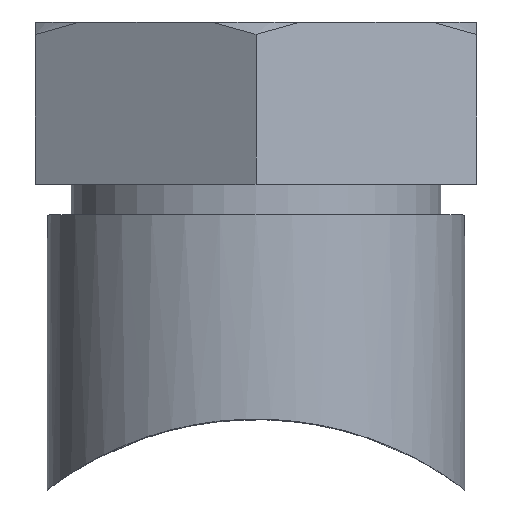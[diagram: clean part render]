
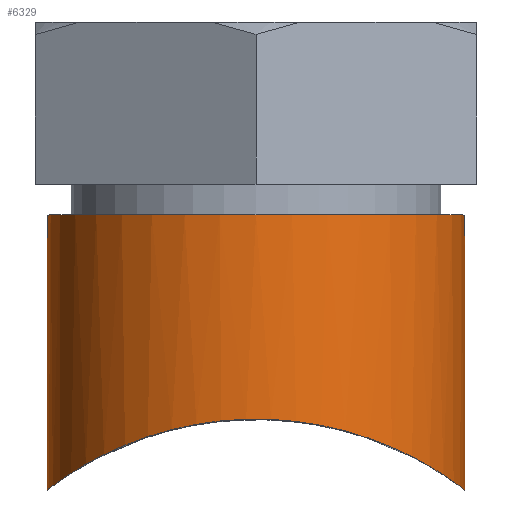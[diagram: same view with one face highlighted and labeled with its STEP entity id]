
A CAD part, top view. The second image highlights one B-rep face of the part: STEP entity #6329.
In plain terms, the highlighted cylindrical face has radius 26.988 mm (diameter 53.975 mm), a partial arc.
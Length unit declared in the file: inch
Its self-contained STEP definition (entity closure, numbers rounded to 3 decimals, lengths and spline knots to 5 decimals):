
#4465=CARTESIAN_POINT('',(-1.0625,0.41154,0.));
#4466=CARTESIAN_POINT('',(-1.0625,0.41154,0.04325));
#4467=CARTESIAN_POINT('',(-1.05722,0.41559,
0.13033));
#4468=CARTESIAN_POINT('',(-1.03266,0.43403,
0.26228));
#4469=CARTESIAN_POINT('',(-0.98918,0.4651,
0.39684));
#4470=CARTESIAN_POINT('',(-0.92402,0.50807,
0.53196));
#4471=CARTESIAN_POINT('',(-0.83613,0.55969,
0.66196));
#4472=CARTESIAN_POINT('',(-0.7283,0.61395,
0.77899));
#4473=CARTESIAN_POINT('',(-0.60642,0.66443,
0.87695));
#4474=CARTESIAN_POINT('',(-0.4763,0.70682,
0.9536));
#4475=CARTESIAN_POINT('',(-0.34194,0.73912,
1.00935));
#4476=CARTESIAN_POINT('',(-0.20564,0.76069,
1.0455));
#4477=CARTESIAN_POINT('',(-0.06862,0.77145,
1.06324));
#4478=CARTESIAN_POINT('',(0.06862,0.77145,
1.06324));
#4479=CARTESIAN_POINT('',(0.20564,0.76069,
1.0455));
#4480=CARTESIAN_POINT('',(0.34194,0.73912,
1.00935));
#4481=CARTESIAN_POINT('',(0.4763,0.70682,
0.9536));
#4482=CARTESIAN_POINT('',(0.60642,0.66443,
0.87695));
#4483=CARTESIAN_POINT('',(0.72831,0.61395,
0.77899));
#4484=CARTESIAN_POINT('',(0.83613,0.55969,
0.66196));
#4485=CARTESIAN_POINT('',(0.92402,0.50807,
0.53196));
#4486=CARTESIAN_POINT('',(0.98919,0.46509,
0.39684));
#4487=CARTESIAN_POINT('',(1.03266,0.43403,
0.26228));
#4488=CARTESIAN_POINT('',(1.05722,0.41559,
0.13032));
#4489=CARTESIAN_POINT('',(1.0625,0.41154,0.04325));
#4490=CARTESIAN_POINT('',(1.0625,0.41154,0.));
#4565=CARTESIAN_POINT('',(0.,1.812,0.));
#4566=DIRECTION('',(0.,1.,0.));
#4567=DIRECTION('',(-1.,0.,0.));
#4568=AXIS2_PLACEMENT_3D('',#4565,#4566,#4567);
#4570=DIRECTION('',(0.,1.,0.));
#4571=VECTOR('',#4570,1.40046);
#4572=CARTESIAN_POINT('',(-1.0625,0.41154,0.));
#4573=LINE('',#4572,#4571);
#6155=DIRECTION('',(0.,1.,0.));
#6156=VECTOR('',#6155,1.40046);
#6157=CARTESIAN_POINT('',(1.0625,0.41154,0.));
#6158=LINE('',#6157,#6156);
#6189=VERTEX_POINT('',#4465);
#6190=VERTEX_POINT('',#4490);
#6199=CARTESIAN_POINT('',(1.0625,1.812,0.));
#6200=CARTESIAN_POINT('',(-1.0625,1.812,0.));
#6201=VERTEX_POINT('',#6199);
#6202=VERTEX_POINT('',#6200);
#6315=CARTESIAN_POINT('',(0.,0.,0.));
#6316=DIRECTION('',(0.,1.,0.));
#6317=DIRECTION('',(1.,0.,0.));
#6318=AXIS2_PLACEMENT_3D('',#6315,#6316,#6317);
#6319=CYLINDRICAL_SURFACE('',#6318,1.0625);
#6321=ORIENTED_EDGE('',*,*,#6320,.T.);
#6323=ORIENTED_EDGE('',*,*,#6322,.F.);
#6324=ORIENTED_EDGE('',*,*,#6303,.F.);
#6326=ORIENTED_EDGE('',*,*,#6325,.T.);
#6327=EDGE_LOOP('',(#6321,#6323,#6324,#6326));
#6328=FACE_OUTER_BOUND('',#6327,.F.);
#4491=B_SPLINE_CURVE_WITH_KNOTS('',3,(#4465,#4466,#4467,#4468,#4469,#4470,#4471,
#4472,#4473,#4474,#4475,#4476,#4477,#4478,#4479,#4480,#4481,#4482,#4483,#4484,
#4485,#4486,#4487,#4488,#4489,#4490),.UNSPECIFIED.,.F.,.F.,(4,1,1,1,1,1,1,1,1,1,
1,1,1,1,1,1,1,1,1,1,1,1,1,4),(0.,0.04348,0.08696,
0.13043,0.17391,0.21739,0.26087,
0.30435,0.34783,0.3913,0.43478,
0.47826,0.52174,0.56522,0.6087,
0.65217,0.69565,0.73913,0.78261,
0.82609,0.86957,0.91304,0.95652,1.),
.UNSPECIFIED.);
#4569=CIRCLE('',#4568,1.0625);
#6303=EDGE_CURVE('',#6189,#6190,#4491,.T.);
#6320=EDGE_CURVE('',#6202,#6201,#4569,.T.);
#6322=EDGE_CURVE('',#6190,#6201,#6158,.T.);
#6325=EDGE_CURVE('',#6189,#6202,#4573,.T.);
#6329=ADVANCED_FACE('',(#6328),#6319,.T.);
